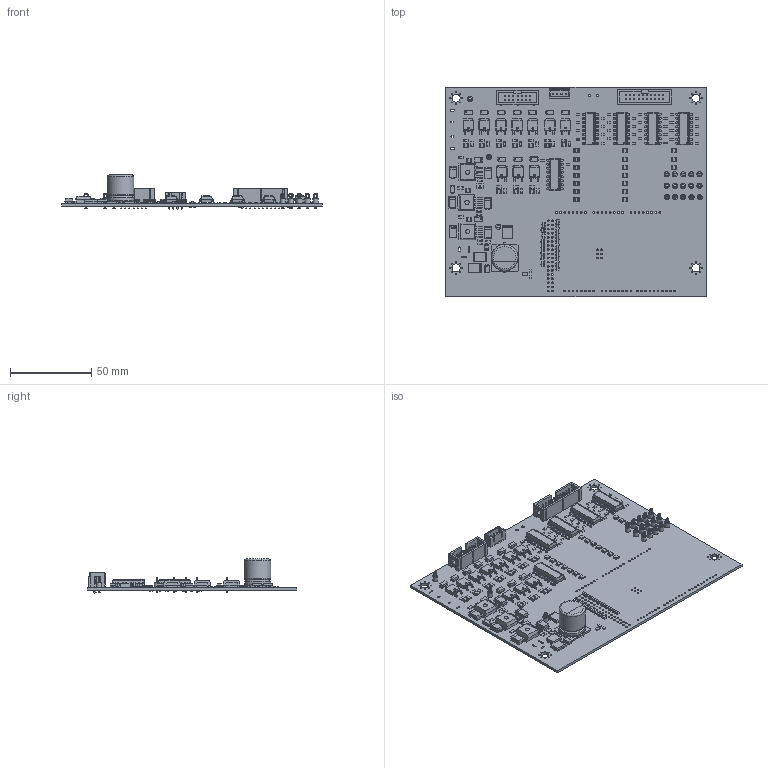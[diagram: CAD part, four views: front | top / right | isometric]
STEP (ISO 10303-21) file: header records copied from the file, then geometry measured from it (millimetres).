
FILE_DESCRIPTION(('KiCad electronic assembly'),'2;1');
FILE_NAME('MEP-MAXI-85V-1-REV-2-Interface-Board.step', '2025-01-01T11:39:15',('Pcbnew'),('Kicad'), 'Open CASCADE STEP processor 7.8','KiCad to STEP converter','Unknown' );
FILE_SCHEMA(('AUTOMOTIVE_DESIGN { 1 0 10303 214 1 1 1 1 }'));
Length unit declared in the file: millimetre
Products named in the file (34): MEP-MAXI-85V-1-REV-2-Interface-Board 1; LED_1210_3225Metric; D_SMA; R_1206_3216Metric; R_0805_2012Metric; JST_XH_B4B-XH-A_1x04_P2.50mm_Vertical; JST_B4B_XH_A; TestPoint_Loop_D2.60mm_Drill1.6mm_Beaded; TestPoint_Loop_D2_60mm_Drill1_6mm_Beaded_cp; SOT-23; SOT_23; IRFR7540TRPBF; CP_EIA-7343-31_Kemet-D; CP_EIA_7343_31_Kemet_D; D_SMC; LTV-846S; TO-263-3_TabPin2; CQ assembly; CP_Elec_16x17.5; CP_Elec_16x175; IDC-Header_2x10_P2.54mm_Vertical; IDC_Header_2x10_P254mm_Vertical; AT24C256C-MAHL-E; ASSEMBLY; IDC-Header_2x07_P2.54mm_Vertical; IDC_Header_2x07_P254mm_Vertical; _autosave-MEP-MAXI-85V-1-REV-2-Interface-Board_PCB
Assembly tree (213 placements, depth 3):
  MEP-MAXI-85V-1-REV-2-Interface-Board 1
    LED_1210_3225Metric  x31
      LED_1210_3225Metric
    D_SMA  x14
      D_SMA
    R_1206_3216Metric  x48
      R_1206_3216Metric
    R_0805_2012Metric  x36
      R_0805_2012Metric
    JST_XH_B4B-XH-A_1x04_P2.50mm_Vertical
      JST_B4B_XH_A
    TestPoint_Loop_D2.60mm_Drill1.6mm_Beaded  x18
      TestPoint_Loop_D2_60mm_Drill1_6mm_Beaded_cp
    SOT-23  x17
      SOT_23
    IRFR7540TRPBF  x10
      IRFR7540TRPBF
    CP_EIA-7343-31_Kemet-D  x6
      CP_EIA_7343_31_Kemet_D
    D_SMC  x3
      D_SMC
    LTV-846S  x5
      LTV-846S
    TO-263-3_TabPin2  x3
      CQ assembly
    CP_Elec_16x17.5
      CP_Elec_16x175
    IDC-Header_2x10_P2.54mm_Vertical
      IDC_Header_2x10_P254mm_Vertical
    AT24C256C-MAHL-E
      ASSEMBLY
    IDC-Header_2x07_P2.54mm_Vertical
      IDC_Header_2x07_P254mm_Vertical
    _autosave-MEP-MAXI-85V-1-REV-2-Interface-Board_PCB
Bounding box: 160 x 128.5 x 20.9 mm (x, y, z)
Volume: 45485.1 mm3; surface area: 61806.4 mm2
Topology: 361 solids, 361 shells, 10325 faces, 26106 edges, 16663 vertices
Faces by surface type: plane 7405, cylinder 2116, bspline 731, sphere 50, torus 22, revolution 1
Full cylindrical faces by diameter (mm): 0.25 x1, 0.6 x68, 0.95 x4, 1 x46, 1.016 x92, 1.52 x2, 1.6 x36, 2.5 x3, 3.2 x18, 5 x4, 16 x2
Entity records: 72092 total; most frequent: CARTESIAN_POINT 12519, DIRECTION 10033, ORIENTED_EDGE 10018, EDGE_CURVE 5009, LINE 4078, VECTOR 4078, VERTEX_POINT 3187, AXIS2_PLACEMENT_3D 2977
